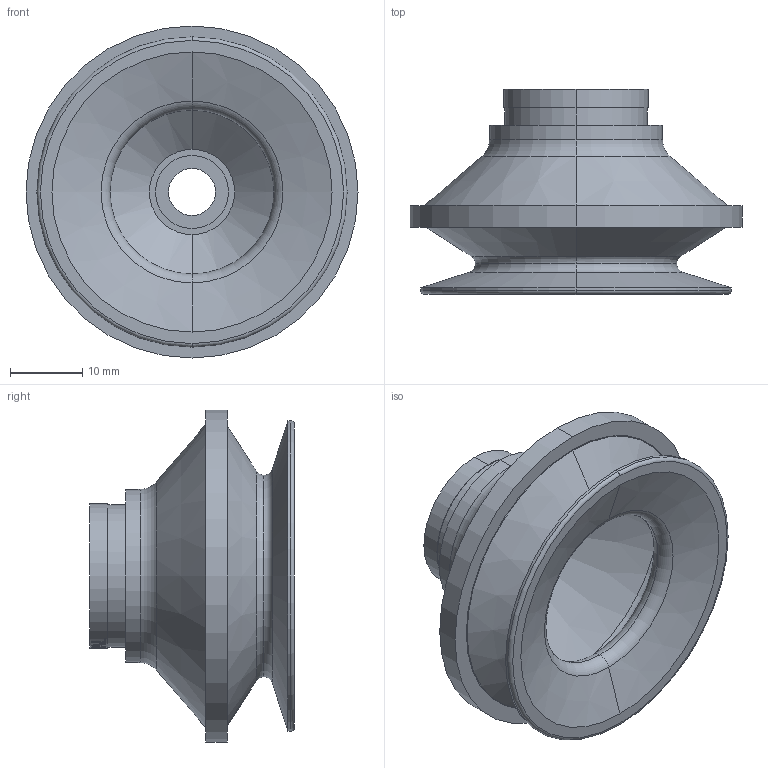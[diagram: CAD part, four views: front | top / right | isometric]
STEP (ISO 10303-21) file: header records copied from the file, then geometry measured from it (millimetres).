
FILE_DESCRIPTION(('STEP AP214'),'1');
FILE_NAME('COVAL_VSAB40NBR.stp','2017-12-27T18:40:19',('TraceParts'),('TraceParts S.A.'),'Spatial InterOp 3D',' ',' ');
FILE_SCHEMA(('automotive_design'));
Length unit declared in the file: millimetre
Products named in the file (1): COVAL_VSAB40NBR
Bounding box: 46 x 28.4 x 46 mm (x, y, z)
Volume: 9756.4 mm3; surface area: 9253.1 mm2
Topology: 1 solids, 2 shells, 118 faces, 269 edges, 166 vertices
Faces by surface type: bspline 29, cylinder 28, torus 26, plane 23, cone 12
Entity records: 7932 total; most frequent: CARTESIAN_POINT 4482, ORIENTED_EDGE 538, DIRECTION 478, EDGE_CURVE 269, AXIS2_PLACEMENT_3D 216, VERTEX_POINT 166, EDGE_LOOP 133, CIRCLE 126
